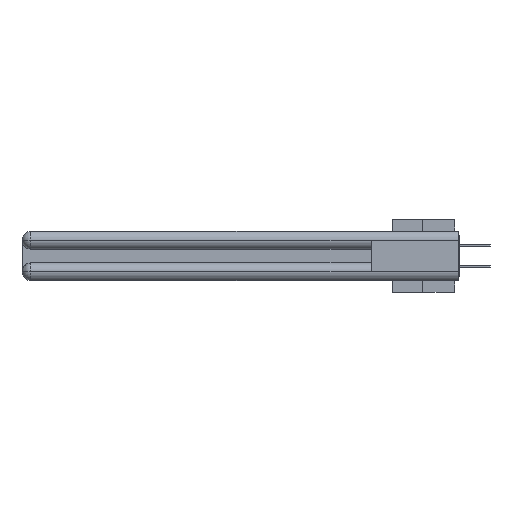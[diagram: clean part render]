
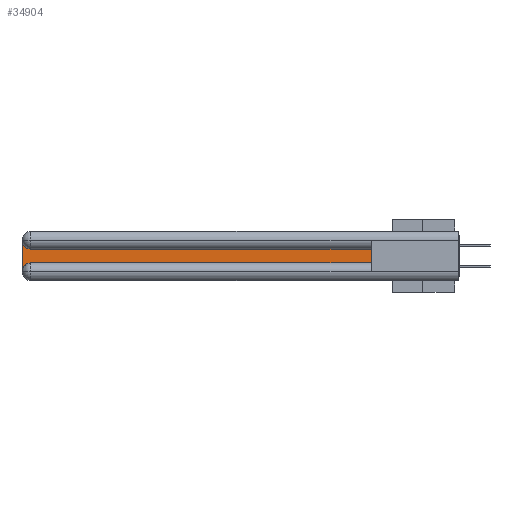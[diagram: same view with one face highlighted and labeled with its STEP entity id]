
A CAD part, left-side view. The second image highlights one B-rep face of the part: STEP entity #34904.
In plain terms, the highlighted planar face has unit normal (-1, 0, 0).
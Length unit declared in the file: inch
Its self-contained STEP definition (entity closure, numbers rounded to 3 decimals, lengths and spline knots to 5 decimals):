
#266 = EDGE_CURVE ( 'NONE', #5815, #10124, #1014, .T. ) ;
#1014 = CIRCLE ( 'NONE', #5607, 0.06 ) ;
#2715 = CARTESIAN_POINT ( 'NONE',  ( 0.075, 2.94, -0.0625 ) ) ;
#3815 = EDGE_CURVE ( 'NONE', #14606, #6732, #37431, .T. ) ;
#4519 = CARTESIAN_POINT ( 'NONE',  ( 0.075, 3., -0.2775 ) ) ;
#5549 = VERTEX_POINT ( 'NONE', #38365 ) ;
#5607 = AXIS2_PLACEMENT_3D ( 'NONE', #2715, #11759, #5914 ) ;
#5815 = VERTEX_POINT ( 'NONE', #10905 ) ;
#5914 = DIRECTION ( 'NONE',  ( 0., 0., -1. ) ) ;
#6698 = LINE ( 'NONE', #39454, #31105 ) ;
#6732 = VERTEX_POINT ( 'NONE', #32612 ) ;
#6875 = CIRCLE ( 'NONE', #15956, 0.06 ) ;
#8016 = CARTESIAN_POINT ( 'NONE',  ( 0.075, 3., -0.0625 ) ) ;
#9663 = ORIENTED_EDGE ( 'NONE', *, *, #39528, .T. ) ;
#10124 = VERTEX_POINT ( 'NONE', #8016 ) ;
#10905 = CARTESIAN_POINT ( 'NONE',  ( 0.075, 2.94, -0.1225 ) ) ;
#11148 = CARTESIAN_POINT ( 'NONE',  ( 0.075, 0.6, -0.2175 ) ) ;
#11759 = DIRECTION ( 'NONE',  ( 1., 0., 0. ) ) ;
#11928 = CARTESIAN_POINT ( 'NONE',  ( 0.075, 2.94, -0.2775 ) ) ;
#12007 = EDGE_CURVE ( 'NONE', #6732, #5815, #6698, .T. ) ;
#14606 = VERTEX_POINT ( 'NONE', #39105 ) ;
#15196 = VERTEX_POINT ( 'NONE', #4519 ) ;
#15650 = FACE_OUTER_BOUND ( 'NONE', #36567, .T. ) ;
#15948 = EDGE_CURVE ( 'NONE', #15196, #5549, #6875, .T. ) ;
#15956 = AXIS2_PLACEMENT_3D ( 'NONE', #11928, #24588, #40787 ) ;
#19045 = PLANE ( 'NONE',  #29909 ) ;
#19409 = CARTESIAN_POINT ( 'NONE',  ( 0.075, 3., -0.2175 ) ) ;
#20299 = VECTOR ( 'NONE', #22639, 39.37008 ) ;
#20427 = VECTOR ( 'NONE', #30575, 39.37008 ) ;
#20667 = LINE ( 'NONE', #11148, #27642 ) ;
#22639 = DIRECTION ( 'NONE',  ( 0., 0., -1. ) ) ;
#22872 = ORIENTED_EDGE ( 'NONE', *, *, #15948, .T. ) ;
#23462 = DIRECTION ( 'NONE',  ( 0., 0., -1. ) ) ;
#23703 = DIRECTION ( 'NONE',  ( 0., 1., 0. ) ) ;
#24293 = CARTESIAN_POINT ( 'NONE',  ( 0.075, 0.6, -0.2175 ) ) ;
#24588 = DIRECTION ( 'NONE',  ( 1., 0., 0. ) ) ;
#25542 = ORIENTED_EDGE ( 'NONE', *, *, #32472, .T. ) ;
#27642 = VECTOR ( 'NONE', #30365, 39.37008 ) ;
#28398 = DIRECTION ( 'NONE',  ( 1., 0., 0. ) ) ;
#28517 = ORIENTED_EDGE ( 'NONE', *, *, #266, .T. ) ;
#28828 = LINE ( 'NONE', #19409, #20299 ) ;
#29909 = AXIS2_PLACEMENT_3D ( 'NONE', #40809, #28398, #23462 ) ;
#30365 = DIRECTION ( 'NONE',  ( 0., -1., 0. ) ) ;
#30575 = DIRECTION ( 'NONE',  ( 0., 0., 1. ) ) ;
#31105 = VECTOR ( 'NONE', #23703, 39.37008 ) ;
#32472 = EDGE_CURVE ( 'NONE', #10124, #15196, #28828, .T. ) ;
#32612 = CARTESIAN_POINT ( 'NONE',  ( 0.075, 0.6, -0.1225 ) ) ;
#34904 = ADVANCED_FACE ( 'NONE', ( #15650 ), #19045, .F. ) ;
#36567 = EDGE_LOOP ( 'NONE', ( #40072, #28517, #25542, #22872, #9663, #37041 ) ) ;
#37041 = ORIENTED_EDGE ( 'NONE', *, *, #3815, .T. ) ;
#37431 = LINE ( 'NONE', #24293, #20427 ) ;
#38365 = CARTESIAN_POINT ( 'NONE',  ( 0.075, 2.94, -0.2175 ) ) ;
#39105 = CARTESIAN_POINT ( 'NONE',  ( 0.075, 0.6, -0.2175 ) ) ;
#39454 = CARTESIAN_POINT ( 'NONE',  ( 0.075, 0.6, -0.1225 ) ) ;
#39528 = EDGE_CURVE ( 'NONE', #5549, #14606, #20667, .T. ) ;
#40072 = ORIENTED_EDGE ( 'NONE', *, *, #12007, .T. ) ;
#40787 = DIRECTION ( 'NONE',  ( 0., 0., -1. ) ) ;
#40809 = CARTESIAN_POINT ( 'NONE',  ( 0.075, 3., -0.1225 ) ) ;
